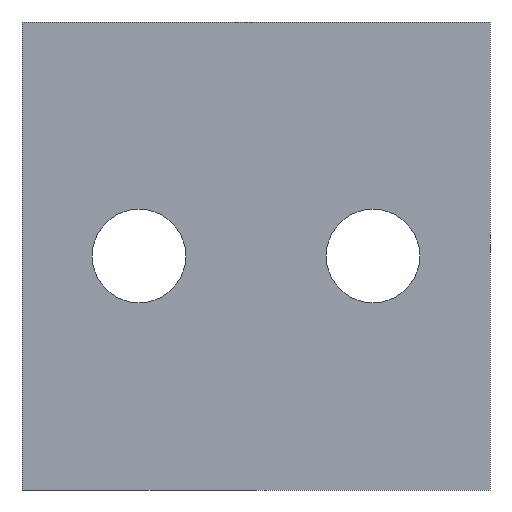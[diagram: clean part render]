
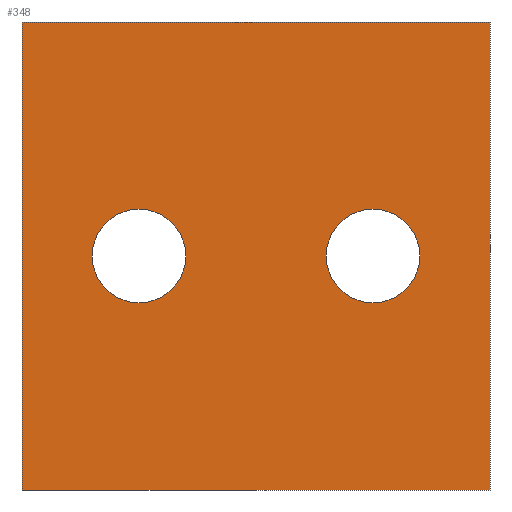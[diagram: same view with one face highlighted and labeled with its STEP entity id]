
A CAD part, front view. The second image highlights one B-rep face of the part: STEP entity #348.
In plain terms, the highlighted planar face has unit normal (0, -1, 0).
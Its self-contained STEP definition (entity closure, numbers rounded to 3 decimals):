
#4 = AXIS2_PLACEMENT_3D ( 'NONE', #308, #102, #350 ) ;
#6 = CARTESIAN_POINT ( 'NONE',  ( 0., 0., 0. ) ) ;
#16 = DIRECTION ( 'NONE',  ( 0., 0., 1. ) ) ;
#26 = CARTESIAN_POINT ( 'NONE',  ( 25., 0., 0. ) ) ;
#27 = DIRECTION ( 'NONE',  ( 0., 1., 0. ) ) ;
#32 = ORIENTED_EDGE ( 'NONE', *, *, #235, .F. ) ;
#41 = ORIENTED_EDGE ( 'NONE', *, *, #377, .F. ) ;
#46 = DIRECTION ( 'NONE',  ( 0., -1., 0. ) ) ;
#60 = CARTESIAN_POINT ( 'NONE',  ( -25., 0., 0. ) ) ;
#62 = CARTESIAN_POINT ( 'NONE',  ( 50., 0., 50. ) ) ;
#68 = ORIENTED_EDGE ( 'NONE', *, *, #305, .F. ) ;
#85 = AXIS2_PLACEMENT_3D ( 'NONE', #107, #318, #190 ) ;
#87 = LINE ( 'NONE', #340, #351 ) ;
#100 = CIRCLE ( 'NONE', #168, 10. ) ;
#101 = EDGE_LOOP ( 'NONE', ( #369, #299 ) ) ;
#102 = DIRECTION ( 'NONE',  ( 0., 1., 0. ) ) ;
#105 = CARTESIAN_POINT ( 'NONE',  ( -25., 0., 10. ) ) ;
#107 = CARTESIAN_POINT ( 'NONE',  ( 25., 0., 0. ) ) ;
#116 = CARTESIAN_POINT ( 'NONE',  ( 50., 0., -50. ) ) ;
#118 = DIRECTION ( 'NONE',  ( 0., -1., 0. ) ) ;
#119 = FACE_OUTER_BOUND ( 'NONE', #247, .T. ) ;
#120 = VERTEX_POINT ( 'NONE', #144 ) ;
#124 = CARTESIAN_POINT ( 'NONE',  ( -50., 0., -50. ) ) ;
#130 = EDGE_CURVE ( 'NONE', #375, #120, #287, .T. ) ;
#144 = CARTESIAN_POINT ( 'NONE',  ( 25., 0., 10. ) ) ;
#151 = DIRECTION ( 'NONE',  ( 0., 0., -1. ) ) ;
#152 = ORIENTED_EDGE ( 'NONE', *, *, #279, .F. ) ;
#166 = EDGE_CURVE ( 'NONE', #195, #270, #297, .T. ) ;
#168 = AXIS2_PLACEMENT_3D ( 'NONE', #60, #27, #289 ) ;
#178 = VECTOR ( 'NONE', #151, 1000. ) ;
#180 = FACE_BOUND ( 'NONE', #101, .T. ) ;
#181 = VERTEX_POINT ( 'NONE', #376 ) ;
#190 = DIRECTION ( 'NONE',  ( 0., 0., 1. ) ) ;
#195 = VERTEX_POINT ( 'NONE', #105 ) ;
#199 = DIRECTION ( 'NONE',  ( -1., 0., 0. ) ) ;
#202 = CARTESIAN_POINT ( 'NONE',  ( -50., 0., 50. ) ) ;
#213 = FACE_BOUND ( 'NONE', #324, .T. ) ;
#214 = ORIENTED_EDGE ( 'NONE', *, *, #166, .T. ) ;
#215 = PLANE ( 'NONE',  #291 ) ;
#234 = DIRECTION ( 'NONE',  ( 1., 0., 0. ) ) ;
#235 = EDGE_CURVE ( 'NONE', #278, #372, #87, .T. ) ;
#237 = LINE ( 'NONE', #326, #238 ) ;
#238 = VECTOR ( 'NONE', #234, 1000. ) ;
#239 = LINE ( 'NONE', #298, #353 ) ;
#241 = CARTESIAN_POINT ( 'NONE',  ( 25., 0., -10. ) ) ;
#243 = AXIS2_PLACEMENT_3D ( 'NONE', #26, #46, #16 ) ;
#246 = EDGE_CURVE ( 'NONE', #120, #375, #363, .T. ) ;
#247 = EDGE_LOOP ( 'NONE', ( #68, #152, #41, #32 ) ) ;
#269 = VERTEX_POINT ( 'NONE', #202 ) ;
#270 = VERTEX_POINT ( 'NONE', #323 ) ;
#273 = EDGE_CURVE ( 'NONE', #270, #195, #100, .T. ) ;
#274 = DIRECTION ( 'NONE',  ( 0., 0., -1. ) ) ;
#278 = VERTEX_POINT ( 'NONE', #116 ) ;
#279 = EDGE_CURVE ( 'NONE', #269, #181, #237, .T. ) ;
#287 = CIRCLE ( 'NONE', #85, 10. ) ;
#289 = DIRECTION ( 'NONE',  ( 0., 0., 1. ) ) ;
#291 = AXIS2_PLACEMENT_3D ( 'NONE', #6, #118, #274 ) ;
#297 = CIRCLE ( 'NONE', #4, 10. ) ;
#298 = CARTESIAN_POINT ( 'NONE',  ( -50., 0., 50. ) ) ;
#299 = ORIENTED_EDGE ( 'NONE', *, *, #130, .F. ) ;
#301 = ORIENTED_EDGE ( 'NONE', *, *, #273, .T. ) ;
#305 = EDGE_CURVE ( 'NONE', #181, #278, #385, .T. ) ;
#308 = CARTESIAN_POINT ( 'NONE',  ( -25., 0., 0. ) ) ;
#318 = DIRECTION ( 'NONE',  ( 0., -1., 0. ) ) ;
#323 = CARTESIAN_POINT ( 'NONE',  ( -25., 0., -10. ) ) ;
#324 = EDGE_LOOP ( 'NONE', ( #214, #301 ) ) ;
#326 = CARTESIAN_POINT ( 'NONE',  ( -50., 0., 50. ) ) ;
#340 = CARTESIAN_POINT ( 'NONE',  ( -50., 0., -50. ) ) ;
#348 = ADVANCED_FACE ( 'NONE', ( #180, #119, #213 ), #215, .T. ) ;
#350 = DIRECTION ( 'NONE',  ( 0., 0., 1. ) ) ;
#351 = VECTOR ( 'NONE', #199, 1000. ) ;
#353 = VECTOR ( 'NONE', #357, 1000. ) ;
#357 = DIRECTION ( 'NONE',  ( 0., 0., 1. ) ) ;
#363 = CIRCLE ( 'NONE', #243, 10. ) ;
#369 = ORIENTED_EDGE ( 'NONE', *, *, #246, .F. ) ;
#372 = VERTEX_POINT ( 'NONE', #124 ) ;
#375 = VERTEX_POINT ( 'NONE', #241 ) ;
#376 = CARTESIAN_POINT ( 'NONE',  ( 50., 0., 50. ) ) ;
#377 = EDGE_CURVE ( 'NONE', #372, #269, #239, .T. ) ;
#385 = LINE ( 'NONE', #62, #178 ) ;
